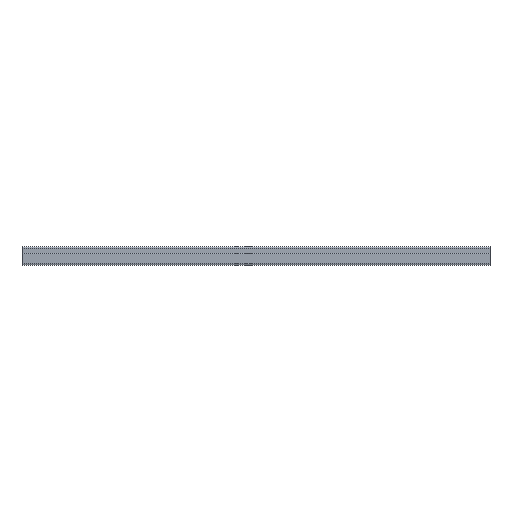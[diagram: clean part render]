
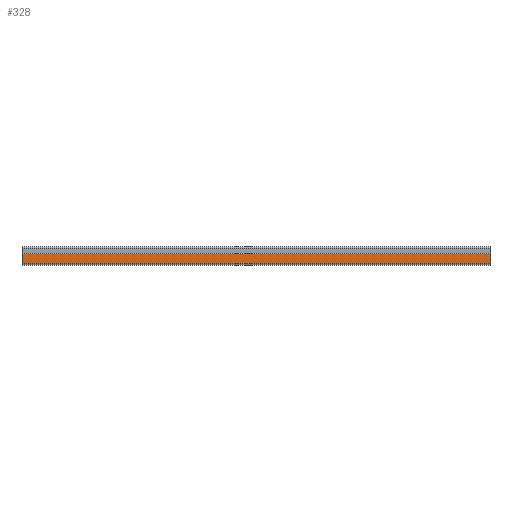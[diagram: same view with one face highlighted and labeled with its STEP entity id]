
A CAD part, top view. The second image highlights one B-rep face of the part: STEP entity #328.
In plain terms, the highlighted planar face has unit normal (0, 0, 1).
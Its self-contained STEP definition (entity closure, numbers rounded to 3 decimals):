
#2 = ORIENTED_EDGE ( 'NONE', *, *, #2389, .T. ) ;
#93 = ORIENTED_EDGE ( 'NONE', *, *, #692, .F. ) ;
#101 = CARTESIAN_POINT ( 'NONE',  ( 0., 5., 20. ) ) ;
#188 = AXIS2_PLACEMENT_3D ( 'NONE', #1046, #1887, #2422 ) ;
#189 = VECTOR ( 'NONE', #1538, 1000. ) ;
#211 = PLANE ( 'NONE',  #188 ) ;
#253 = CARTESIAN_POINT ( 'NONE',  ( 0., -17., 20. ) ) ;
#328 = ADVANCED_FACE ( 'NONE', ( #688 ), #211, .F. ) ;
#439 = VECTOR ( 'NONE', #1503, 1000. ) ;
#577 = EDGE_LOOP ( 'NONE', ( #1291, #1648, #93, #2 ) ) ;
#688 = FACE_OUTER_BOUND ( 'NONE', #577, .T. ) ;
#692 = EDGE_CURVE ( 'NONE', #1834, #2239, #1317, .T. ) ;
#767 = LINE ( 'NONE', #1613, #2578 ) ;
#814 = VECTOR ( 'NONE', #2506, 1000. ) ;
#826 = CARTESIAN_POINT ( 'NONE',  ( 1000., 5., 20. ) ) ;
#890 = CARTESIAN_POINT ( 'NONE',  ( 0., 5., 20. ) ) ;
#1046 = CARTESIAN_POINT ( 'NONE',  ( 1000., 5., 20. ) ) ;
#1291 = ORIENTED_EDGE ( 'NONE', *, *, #2576, .T. ) ;
#1317 = LINE ( 'NONE', #2556, #189 ) ;
#1322 = LINE ( 'NONE', #890, #439 ) ;
#1503 = DIRECTION ( 'NONE',  ( 0., -1., 0. ) ) ;
#1538 = DIRECTION ( 'NONE',  ( 0., -1., 0. ) ) ;
#1577 = CARTESIAN_POINT ( 'NONE',  ( 1000., 5., 20. ) ) ;
#1613 = CARTESIAN_POINT ( 'NONE',  ( 1000., -17., 20. ) ) ;
#1648 = ORIENTED_EDGE ( 'NONE', *, *, #2696, .F. ) ;
#1678 = LINE ( 'NONE', #826, #814 ) ;
#1765 = VERTEX_POINT ( 'NONE', #253 ) ;
#1781 = VERTEX_POINT ( 'NONE', #101 ) ;
#1834 = VERTEX_POINT ( 'NONE', #1577 ) ;
#1887 = DIRECTION ( 'NONE',  ( 0., 0., -1. ) ) ;
#2210 = CARTESIAN_POINT ( 'NONE',  ( 1000., -17., 20. ) ) ;
#2239 = VERTEX_POINT ( 'NONE', #2210 ) ;
#2389 = EDGE_CURVE ( 'NONE', #1834, #1781, #1678, .T. ) ;
#2422 = DIRECTION ( 'NONE',  ( -1., 0., 0. ) ) ;
#2506 = DIRECTION ( 'NONE',  ( -1., 0., 0. ) ) ;
#2556 = CARTESIAN_POINT ( 'NONE',  ( 1000., 5., 20. ) ) ;
#2576 = EDGE_CURVE ( 'NONE', #1781, #1765, #1322, .T. ) ;
#2578 = VECTOR ( 'NONE', #2612, 1000. ) ;
#2612 = DIRECTION ( 'NONE',  ( -1., 0., 0. ) ) ;
#2696 = EDGE_CURVE ( 'NONE', #2239, #1765, #767, .T. ) ;
